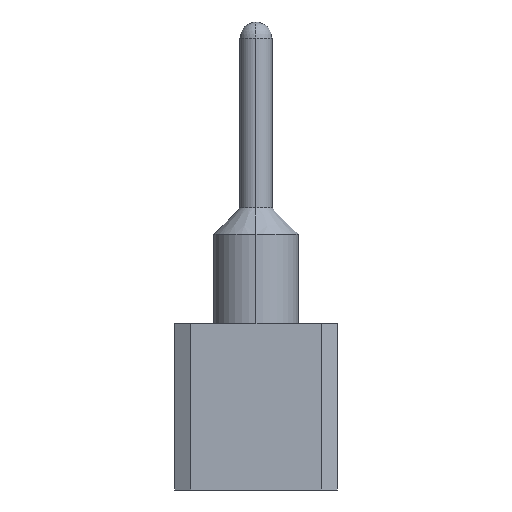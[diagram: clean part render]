
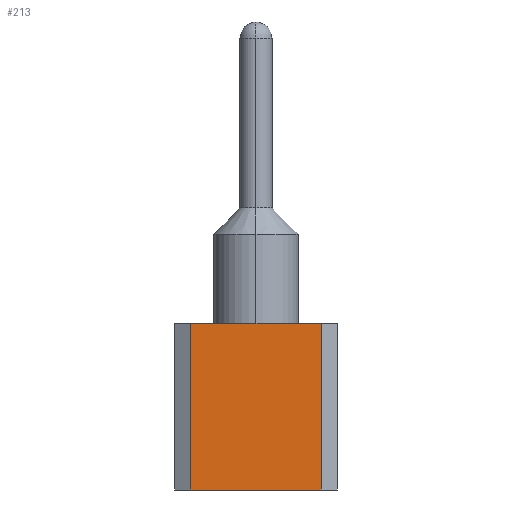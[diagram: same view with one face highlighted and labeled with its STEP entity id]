
A CAD part, left-side view. The second image highlights one B-rep face of the part: STEP entity #213.
In plain terms, the highlighted planar face has unit normal (-1, 0, 0).
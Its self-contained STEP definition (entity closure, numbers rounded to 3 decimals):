
#213=ADVANCED_FACE('',(#615),#616,.T.);
#615=FACE_OUTER_BOUND('',#1063,.T.);
#616=PLANE('',#1064);
#1063=EDGE_LOOP('',(#2484,#2485,#2486,#2487));
#1064=AXIS2_PLACEMENT_3D('',#2488,#2489,#2490);
#2484=ORIENTED_EDGE('',*,*,#3125,.T.);
#2485=ORIENTED_EDGE('',*,*,#3263,.F.);
#2486=ORIENTED_EDGE('',*,*,#2908,.F.);
#2487=ORIENTED_EDGE('',*,*,#3262,.T.);
#2488=CARTESIAN_POINT('',(-1.27,1.27,0.0));
#2489=DIRECTION('',(-1.0,0.0,0.0));
#2490=DIRECTION('',(0.0,0.0,1.0));
#2908=EDGE_CURVE('',#3500,#3502,#3503,.T.);
#3125=EDGE_CURVE('',#3871,#3869,#3872,.T.);
#3262=EDGE_CURVE('',#3500,#3871,#4072,.T.);
#3263=EDGE_CURVE('',#3502,#3869,#4073,.T.);
#3500=VERTEX_POINT('',#4376);
#3502=VERTEX_POINT('',#4379);
#3503=LINE('',#4380,#4381);
#3869=VERTEX_POINT('',#4870);
#3871=VERTEX_POINT('',#4873);
#3872=LINE('',#4874,#4875);
#4072=LINE('',#5155,#5156);
#4073=LINE('',#5157,#5158);
#4376=CARTESIAN_POINT('',(-1.27,1.02,0.0));
#4379=CARTESIAN_POINT('',(-1.27,-1.02,0.0));
#4380=CARTESIAN_POINT('',(-1.27,1.02,0.0));
#4381=VECTOR('',#5440,2.04);
#4870=CARTESIAN_POINT('',(-1.27,-1.02,-2.6));
#4873=CARTESIAN_POINT('',(-1.27,1.02,-2.6));
#4874=CARTESIAN_POINT('',(-1.27,1.02,-2.6));
#4875=VECTOR('',#5841,2.04);
#5155=CARTESIAN_POINT('',(-1.27,1.02,0.0));
#5156=VECTOR('',#6090,2.6);
#5157=CARTESIAN_POINT('',(-1.27,-1.02,0.0));
#5158=VECTOR('',#6091,2.6);
#5440=DIRECTION('',(0.0,-1.0,0.0));
#5841=DIRECTION('',(0.0,-1.0,0.0));
#6090=DIRECTION('',(0.0,0.0,-1.0));
#6091=DIRECTION('',(0.0,0.0,-1.0));
